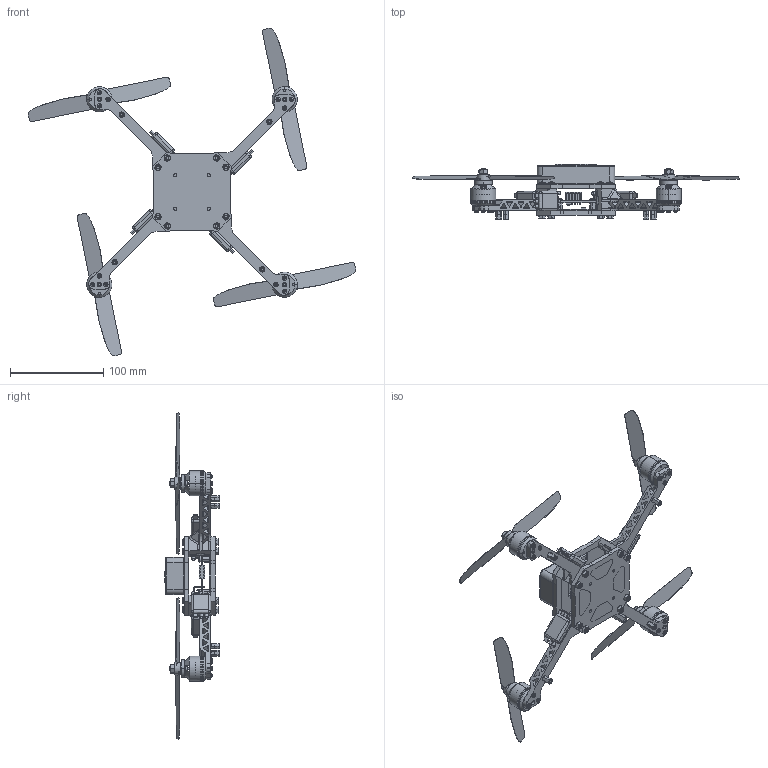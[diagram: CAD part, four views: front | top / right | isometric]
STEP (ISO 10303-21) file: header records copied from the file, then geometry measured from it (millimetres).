
FILE_DESCRIPTION(('FreeCAD Model'),'2;1');
FILE_NAME('Open CASCADE Shape Model','2025-04-26T16:35:44',('FreeCAD'),( 'FreeCAD'),'Open CASCADE STEP processor 7.6','FreeCAD','Unknown');
FILE_SCHEMA(('AUTOMOTIVE_DESIGN { 1 0 10303 214 1 1 1 1 }'));
Products named in the file (1): Open CASCADE STEP translator 7.6 1
Bounding box: 352.16 x 59.27 x 352.16 mm (x, y, z)
Volume: 227764.9 mm3; surface area: 150285.6 mm2
Topology: 71 solids, 71 shells, 3807 faces, 9538 edges, 5972 vertices
Faces by surface type: bspline 3807
Entity records: 113490 total; most frequent: CARTESIAN_POINT 58165, ORIENTED_EDGE 19012, EDGE_CURVE 9506, B_SPLINE_CURVE_WITH_KNOTS 6138, VERTEX_POINT 5972, FACE_BOUND 4296, EDGE_LOOP 4296, ADVANCED_FACE 3807
